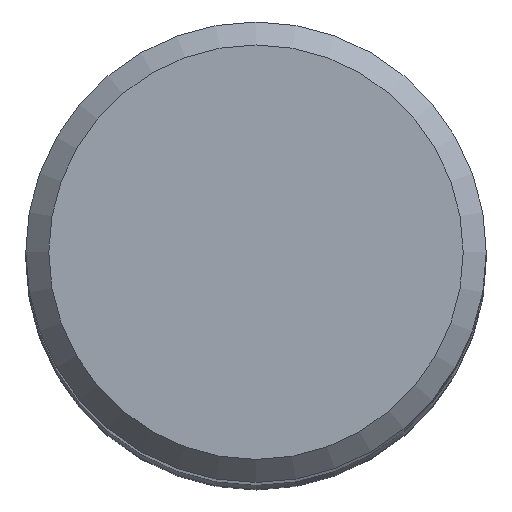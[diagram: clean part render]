
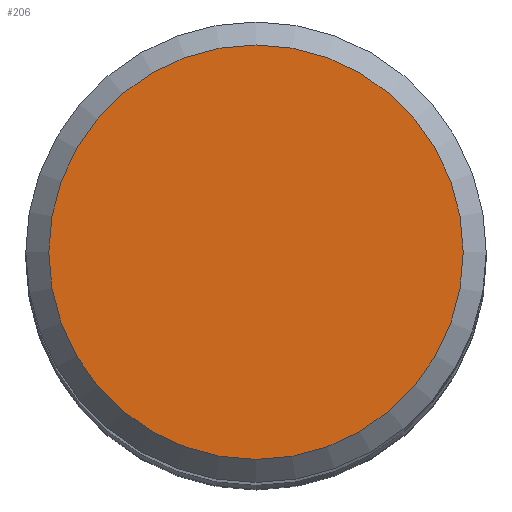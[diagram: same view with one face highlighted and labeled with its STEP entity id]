
A CAD part, top view. The second image highlights one B-rep face of the part: STEP entity #206.
In plain terms, the highlighted free-form (B-spline) face has degree [1, 1] with [2, 2] control points.
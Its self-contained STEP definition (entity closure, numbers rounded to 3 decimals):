
#172 = VERTEX_POINT('', #173);
#173 = CARTESIAN_POINT('', (-7.2, 0., 0.));
#179 = EDGE_CURVE('', #172, #172, #180, .T.);
#180 = CIRCLE('', #181, 7.2);
#181 = AXIS2_PLACEMENT_3D('', #182, #183, #184);
#182 = CARTESIAN_POINT('', (0., 0., 0.));
#183 = DIRECTION('', (0., 0., -1.));
#184 = DIRECTION('', (-1., 0., 0.));
#206 = ADVANCED_FACE('', (#207), #210, .T.);
#207 = FACE_OUTER_BOUND('', #208, .T.);
#208 = EDGE_LOOP('', (#209));
#209 = ORIENTED_EDGE('', *, *, #179, .F.);
#210 = B_SPLINE_SURFACE_WITH_KNOTS('', 1, 1, ((#211, #212), (#213, #214)), .UNSPECIFIED., .F., .F., .U., (2, 2), (2, 2), (0.045, 0.955), (0.045, 0.955), .UNSPECIFIED.);
#211 = CARTESIAN_POINT('', (7.2, -7.2, 0.));
#212 = CARTESIAN_POINT('', (-7.2, -7.2, 0.));
#213 = CARTESIAN_POINT('', (7.2, 7.2, 0.));
#214 = CARTESIAN_POINT('', (-7.2, 7.2, 0.));
